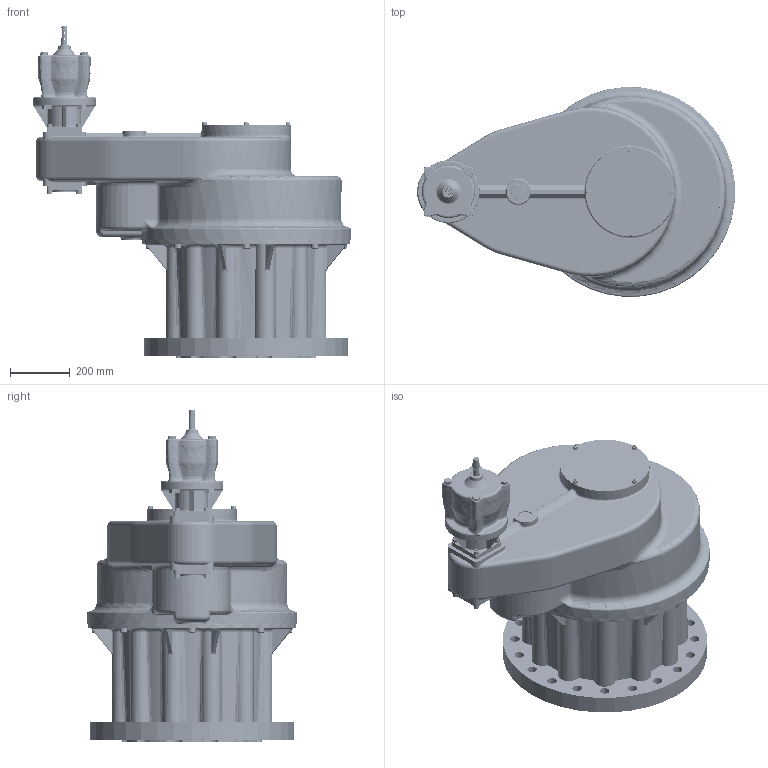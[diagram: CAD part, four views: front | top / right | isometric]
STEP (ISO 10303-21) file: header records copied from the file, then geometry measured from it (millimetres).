
FILE_DESCRIPTION(/* description */ ('Unknown'),/* implementation_level */ '2;1');
FILE_NAME(/* name */ 'PUB-HOS20MPR28-662.4-MAN-F60_SOLID_0-1',/* time_stamp */ '2019-10-22T11:13:42+01:00',/* author */ ('Unknown'),/* organization */ ('Unknown'),/* preprocessor_version */ 'ST-DEVELOPER v16.7',/* originating_system */ 'DEX',/* authorisation */ $);
FILE_SCHEMA (('AUTOMOTIVE_DESIGN {1 0 10303 214 3 1 1}'));
Products named in the file (1): PUB-HOS20MPR28-662.4-MAN-F60_SOLID_0-1
Bounding box: 1066.4 x 704.31 x 1113.97 mm (x, y, z)
Volume: 207682291.4 mm3; surface area: 4546472.4 mm2
Topology: 1 solids, 1 shells, 7912 faces, 24119 edges, 15800 vertices
Faces by surface type: cylinder 3558, plane 2805, bspline 655, cone 461, torus 395, sphere 38
Full cylindrical faces by diameter (mm): 2.5 x2, 4.917 x4, 5 x3, 6 x6, 8.376 x6, 15 x3, 16 x4, 17 x3, 18 x8, 20 x3, 22.098 x1, 23 x2, 24 x8, 25 x4, 26 x2, 28 x3, 30 x1, 31.67 x20, 36 x1, 50 x1, 54 x12, 57.5 x12, 60 x1, 80 x2, 90 x1, 130 x1, 138 x1, 162 x1, 165 x1, 210 x1
Entity records: 299430 total; most frequent: CARTESIAN_POINT 91845, ORIENTED_EDGE 46950, DIRECTION 40776, EDGE_CURVE 23475, AXIS2_PLACEMENT_3D 16315, VERTEX_POINT 15606, CIRCLE 9028, FACE_BOUND 8679
